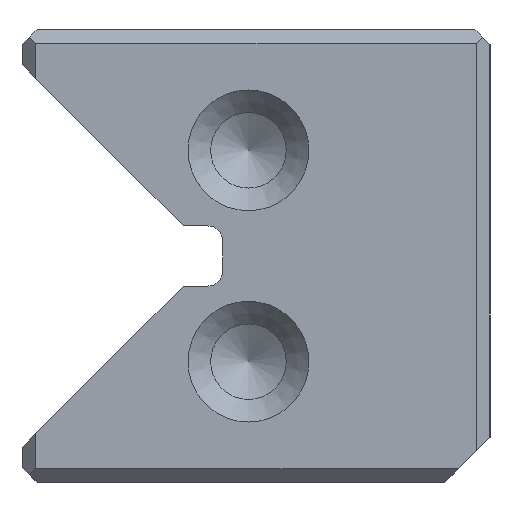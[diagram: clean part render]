
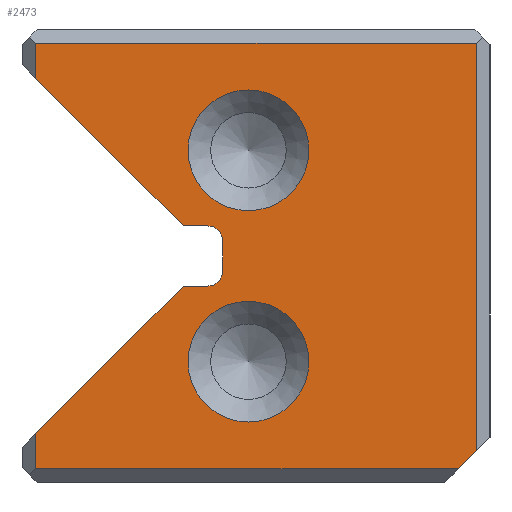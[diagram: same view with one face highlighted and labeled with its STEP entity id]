
A CAD part, left-side view. The second image highlights one B-rep face of the part: STEP entity #2473.
In plain terms, the highlighted planar face has unit normal (-1, 0, 0).
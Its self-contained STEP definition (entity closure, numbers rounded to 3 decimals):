
#2473=ADVANCED_FACE('',(#3405,#3406,#3407),#2862,.T.);
#2862=PLANE('',#8884);
#3110=CIRCLE('',#8880,2.);
#3111=CIRCLE('',#8881,2.);
#3112=CIRCLE('',#8882,0.5);
#3113=CIRCLE('',#8883,0.5);
#3405=FACE_BOUND('',#3621,.T.);
#3406=FACE_BOUND('',#3622,.T.);
#3407=FACE_BOUND('',#3623,.T.);
#3621=EDGE_LOOP('',(#4343));
#3622=EDGE_LOOP('',(#4344));
#3623=EDGE_LOOP('',(#4345,#4346,#4347,#4348,#4349,#4350,#4351,#4352,#4353,
#4354,#4355,#4356,#4357));
#4343=ORIENTED_EDGE('',*,*,#6855,.T.);
#4344=ORIENTED_EDGE('',*,*,#6856,.F.);
#4345=ORIENTED_EDGE('',*,*,#6857,.T.);
#4346=ORIENTED_EDGE('',*,*,#6858,.T.);
#4347=ORIENTED_EDGE('',*,*,#6859,.F.);
#4348=ORIENTED_EDGE('',*,*,#6860,.F.);
#4349=ORIENTED_EDGE('',*,*,#6861,.T.);
#4350=ORIENTED_EDGE('',*,*,#6862,.T.);
#4351=ORIENTED_EDGE('',*,*,#6863,.T.);
#4352=ORIENTED_EDGE('',*,*,#6864,.T.);
#4353=ORIENTED_EDGE('',*,*,#6865,.F.);
#4354=ORIENTED_EDGE('',*,*,#6866,.T.);
#4355=ORIENTED_EDGE('',*,*,#6867,.T.);
#4356=ORIENTED_EDGE('',*,*,#6868,.T.);
#4357=ORIENTED_EDGE('',*,*,#6869,.T.);
#6203=VERTEX_POINT('',#11417);
#6204=VERTEX_POINT('',#11419);
#6205=VERTEX_POINT('',#11421);
#6206=VERTEX_POINT('',#11422);
#6207=VERTEX_POINT('',#11424);
#6208=VERTEX_POINT('',#11426);
#6209=VERTEX_POINT('',#11428);
#6210=VERTEX_POINT('',#11430);
#6211=VERTEX_POINT('',#11432);
#6212=VERTEX_POINT('',#11434);
#6213=VERTEX_POINT('',#11436);
#6214=VERTEX_POINT('',#11438);
#6215=VERTEX_POINT('',#11440);
#6216=VERTEX_POINT('',#11442);
#6217=VERTEX_POINT('',#11444);
#6855=EDGE_CURVE('',#6203,#6203,#3110,.T.);
#6856=EDGE_CURVE('',#6204,#6204,#3111,.T.);
#6857=EDGE_CURVE('',#6205,#6206,#7697,.T.);
#6858=EDGE_CURVE('',#6206,#6207,#7698,.T.);
#6859=EDGE_CURVE('',#6208,#6207,#7699,.T.);
#6860=EDGE_CURVE('',#6209,#6208,#7700,.T.);
#6861=EDGE_CURVE('',#6209,#6210,#3112,.T.);
#6862=EDGE_CURVE('',#6210,#6211,#7701,.T.);
#6863=EDGE_CURVE('',#6211,#6212,#3113,.T.);
#6864=EDGE_CURVE('',#6212,#6213,#7702,.T.);
#6865=EDGE_CURVE('',#6214,#6213,#7703,.T.);
#6866=EDGE_CURVE('',#6214,#6215,#7704,.T.);
#6867=EDGE_CURVE('',#6215,#6216,#7705,.T.);
#6868=EDGE_CURVE('',#6216,#6217,#7706,.T.);
#6869=EDGE_CURVE('',#6217,#6205,#7707,.T.);
#7697=LINE('',#11420,#8359);
#7698=LINE('',#11423,#8360);
#7699=LINE('',#11425,#8361);
#7700=LINE('',#11427,#8362);
#7701=LINE('',#11431,#8363);
#7702=LINE('',#11435,#8364);
#7703=LINE('',#11437,#8365);
#7704=LINE('',#11439,#8366);
#7705=LINE('',#11441,#8367);
#7706=LINE('',#11443,#8368);
#7707=LINE('',#11445,#8369);
#8359=VECTOR('',#9441,1.);
#8360=VECTOR('',#9442,1.);
#8361=VECTOR('',#9443,1.);
#8362=VECTOR('',#9444,1.);
#8363=VECTOR('',#9447,1.);
#8364=VECTOR('',#9450,1.);
#8365=VECTOR('',#9451,1.);
#8366=VECTOR('',#9452,1.);
#8367=VECTOR('',#9453,1.);
#8368=VECTOR('',#9454,1.);
#8369=VECTOR('',#9455,1.);
#8880=AXIS2_PLACEMENT_3D('',#11416,#9437,#9438);
#8881=AXIS2_PLACEMENT_3D('',#11418,#9439,#9440);
#8882=AXIS2_PLACEMENT_3D('',#11429,#9445,#9446);
#8883=AXIS2_PLACEMENT_3D('',#11433,#9448,#9449);
#8884=AXIS2_PLACEMENT_3D('',#11446,#9456,#9457);
#9437=DIRECTION('',(1.,0.,0.));
#9438=DIRECTION('',(0.,0.,-1.));
#9439=DIRECTION('',(-1.,0.,0.));
#9440=DIRECTION('',(0.,0.,1.));
#9441=DIRECTION('',(0.,1.,0.));
#9442=DIRECTION('',(0.,0.,-1.));
#9443=DIRECTION('',(0.,0.707,0.707));
#9444=DIRECTION('',(0.,1.,0.));
#9445=DIRECTION('',(1.,0.,0.));
#9446=DIRECTION('',(0.,0.,1.));
#9447=DIRECTION('',(0.,0.,-1.));
#9448=DIRECTION('',(1.,0.,0.));
#9449=DIRECTION('',(0.,0.,1.));
#9450=DIRECTION('',(0.,1.,0.));
#9451=DIRECTION('',(0.,-0.707,0.707));
#9452=DIRECTION('',(0.,0.,-1.));
#9453=DIRECTION('',(0.,-1.,0.));
#9454=DIRECTION('',(0.,-0.707,0.707));
#9455=DIRECTION('',(0.,0.,1.));
#9456=DIRECTION('',(-1.,0.,0.));
#9457=DIRECTION('',(0.,0.,-1.));
#11416=CARTESIAN_POINT('',(0.,8.,4.));
#11417=CARTESIAN_POINT('',(0.,8.,2.));
#11418=CARTESIAN_POINT('',(0.,8.,11.));
#11419=CARTESIAN_POINT('',(0.,8.,13.));
#11420=CARTESIAN_POINT('',(0.,7.75,14.55));
#11421=CARTESIAN_POINT('',(0.,0.45,14.55));
#11422=CARTESIAN_POINT('',(0.,15.05,14.55));
#11423=CARTESIAN_POINT('',(0.,15.05,0.));
#11424=CARTESIAN_POINT('',(0.,15.05,13.385));
#11425=CARTESIAN_POINT('',(0.,9.165,7.5));
#11426=CARTESIAN_POINT('',(0.,10.165,8.5));
#11427=CARTESIAN_POINT('',(0.,8.85,8.5));
#11428=CARTESIAN_POINT('',(0.,9.35,8.5));
#11429=CARTESIAN_POINT('',(0.,9.35,8.));
#11430=CARTESIAN_POINT('',(0.,8.85,8.));
#11431=CARTESIAN_POINT('',(0.,8.85,8.5));
#11432=CARTESIAN_POINT('',(0.,8.85,7.));
#11433=CARTESIAN_POINT('',(0.,9.35,7.));
#11434=CARTESIAN_POINT('',(0.,9.35,6.5));
#11435=CARTESIAN_POINT('',(0.,8.85,6.5));
#11436=CARTESIAN_POINT('',(0.,10.165,6.5));
#11437=CARTESIAN_POINT('',(0.,17.65,-0.985));
#11438=CARTESIAN_POINT('',(0.,15.05,1.615));
#11439=CARTESIAN_POINT('',(0.,15.05,0.));
#11440=CARTESIAN_POINT('',(0.,15.05,0.45));
#11441=CARTESIAN_POINT('',(0.,7.75,0.45));
#11442=CARTESIAN_POINT('',(0.,1.05,0.45));
#11443=CARTESIAN_POINT('',(0.,4.625,-3.125));
#11444=CARTESIAN_POINT('',(0.,0.45,1.05));
#11445=CARTESIAN_POINT('',(0.,0.45,0.));
#11446=CARTESIAN_POINT('',(0.,7.75,0.));
